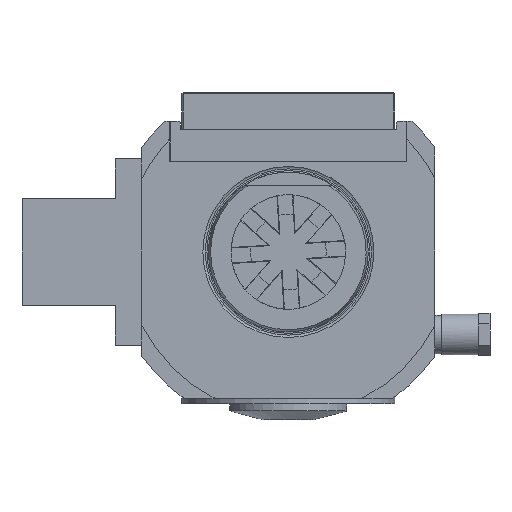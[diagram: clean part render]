
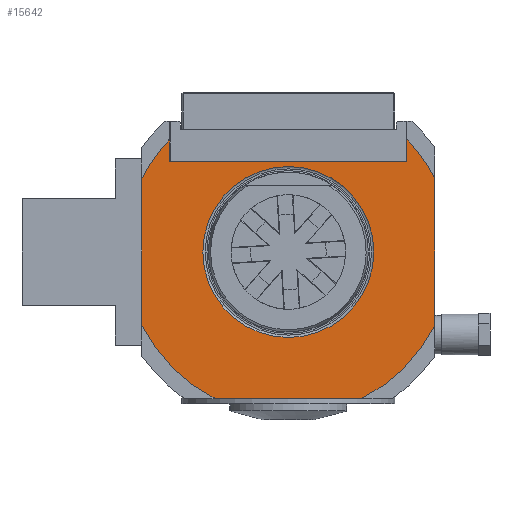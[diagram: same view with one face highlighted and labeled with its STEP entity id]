
A CAD part, front view. The second image highlights one B-rep face of the part: STEP entity #15642.
In plain terms, the highlighted planar face has unit normal (0, -1, 0).
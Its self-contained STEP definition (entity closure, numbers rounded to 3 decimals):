
#6 = LINE ( 'NONE', #28018, #11151 ) ;
#270 = DIRECTION ( 'NONE',  ( 1., 0., 0. ) ) ;
#352 = CIRCLE ( 'NONE', #12124, 61.5 ) ;
#487 = AXIS2_PLACEMENT_3D ( 'NONE', #30047, #19120, #922 ) ;
#922 = DIRECTION ( 'NONE',  ( -1., 0., 0. ) ) ;
#1043 = DIRECTION ( 'NONE',  ( 0., 0., 1. ) ) ;
#1067 = EDGE_CURVE ( 'NONE', #13442, #7319, #6, .T. ) ;
#1641 = VERTEX_POINT ( 'NONE', #28625 ) ;
#1696 = CARTESIAN_POINT ( 'NONE',  ( 0., -1., 0. ) ) ;
#1926 = EDGE_LOOP ( 'NONE', ( #3979, #10165, #4057, #13278, #14906, #4424, #3673, #13052, #18661, #25806 ) ) ;
#3157 = EDGE_CURVE ( 'NONE', #6695, #4628, #352, .T. ) ;
#3411 = DIRECTION ( 'NONE',  ( 0., 1., 0. ) ) ;
#3538 = CARTESIAN_POINT ( 'NONE',  ( 55., -1., 27.518 ) ) ;
#3673 = ORIENTED_EDGE ( 'NONE', *, *, #3727, .F. ) ;
#3727 = EDGE_CURVE ( 'NONE', #9092, #1641, #7737, .T. ) ;
#3979 = ORIENTED_EDGE ( 'NONE', *, *, #7386, .F. ) ;
#4057 = ORIENTED_EDGE ( 'NONE', *, *, #1067, .T. ) ;
#4284 = DIRECTION ( 'NONE',  ( 0., 0., -1. ) ) ;
#4424 = ORIENTED_EDGE ( 'NONE', *, *, #27977, .T. ) ;
#4574 = LINE ( 'NONE', #18503, #28843 ) ;
#4628 = VERTEX_POINT ( 'NONE', #17862 ) ;
#5107 = ORIENTED_EDGE ( 'NONE', *, *, #25578, .F. ) ;
#5167 = VERTEX_POINT ( 'NONE', #12641 ) ;
#5296 = EDGE_CURVE ( 'NONE', #4628, #9092, #21394, .T. ) ;
#5761 = EDGE_LOOP ( 'NONE', ( #5107 ) ) ;
#6695 = VERTEX_POINT ( 'NONE', #7874 ) ;
#7123 = CARTESIAN_POINT ( 'NONE',  ( -44.5, -1., 34. ) ) ;
#7319 = VERTEX_POINT ( 'NONE', #7123 ) ;
#7386 = EDGE_CURVE ( 'NONE', #8958, #20790, #14358, .T. ) ;
#7737 = CIRCLE ( 'NONE', #15076, 61.5 ) ;
#7874 = CARTESIAN_POINT ( 'NONE',  ( 55., -1., -27.518 ) ) ;
#7989 = CARTESIAN_POINT ( 'NONE',  ( -55., -1., 0. ) ) ;
#8469 = DIRECTION ( 'NONE',  ( 1., 0., 0. ) ) ;
#8636 = DIRECTION ( 'NONE',  ( 0., 1., 0. ) ) ;
#8958 = VERTEX_POINT ( 'NONE', #13319 ) ;
#9092 = VERTEX_POINT ( 'NONE', #14799 ) ;
#9473 = DIRECTION ( 'NONE',  ( 0., 1., 0. ) ) ;
#9712 = EDGE_CURVE ( 'NONE', #20504, #5167, #16380, .T. ) ;
#9804 = CARTESIAN_POINT ( 'NONE',  ( -55., -1., 27.518 ) ) ;
#9879 = AXIS2_PLACEMENT_3D ( 'NONE', #28122, #9473, #270 ) ;
#10165 = ORIENTED_EDGE ( 'NONE', *, *, #25204, .T. ) ;
#10333 = CARTESIAN_POINT ( 'NONE',  ( 0., -1., 0. ) ) ;
#10640 = DIRECTION ( 'NONE',  ( 1., 0., 0. ) ) ;
#11151 = VECTOR ( 'NONE', #18531, 1000. ) ;
#11397 = DIRECTION ( 'NONE',  ( -1., 0., 0. ) ) ;
#11398 = VECTOR ( 'NONE', #24345, 1000. ) ;
#11467 = AXIS2_PLACEMENT_3D ( 'NONE', #10333, #3411, #10640 ) ;
#12124 = AXIS2_PLACEMENT_3D ( 'NONE', #20399, #8636, #8469 ) ;
#12641 = CARTESIAN_POINT ( 'NONE',  ( -44.5, -1., 42.45 ) ) ;
#12904 = LINE ( 'NONE', #7989, #11398 ) ;
#13052 = ORIENTED_EDGE ( 'NONE', *, *, #5296, .F. ) ;
#13278 = ORIENTED_EDGE ( 'NONE', *, *, #28275, .T. ) ;
#13319 = CARTESIAN_POINT ( 'NONE',  ( 44.5, -1., 42.45 ) ) ;
#13442 = VERTEX_POINT ( 'NONE', #23823 ) ;
#13638 = VERTEX_POINT ( 'NONE', #22946 ) ;
#14215 = DIRECTION ( 'NONE',  ( 1., 0., 0. ) ) ;
#14358 = CIRCLE ( 'NONE', #11467, 61.5 ) ;
#14685 = CIRCLE ( 'NONE', #487, 32.095 ) ;
#14799 = CARTESIAN_POINT ( 'NONE',  ( -27.518, -1., -55. ) ) ;
#14906 = ORIENTED_EDGE ( 'NONE', *, *, #9712, .F. ) ;
#15076 = AXIS2_PLACEMENT_3D ( 'NONE', #25525, #28274, #14215 ) ;
#15301 = LINE ( 'NONE', #17422, #19180 ) ;
#15642 = ADVANCED_FACE ( 'Defeature completata1_338', ( #23684, #16513 ), #21221, .F. ) ;
#16238 = DIRECTION ( 'NONE',  ( 1., 0., 0. ) ) ;
#16380 = CIRCLE ( 'NONE', #24167, 61.5 ) ;
#16513 = FACE_BOUND ( 'NONE', #5761, .T. ) ;
#16619 = VECTOR ( 'NONE', #30278, 1000. ) ;
#17422 = CARTESIAN_POINT ( 'NONE',  ( -44.5, -1., 0. ) ) ;
#17862 = CARTESIAN_POINT ( 'NONE',  ( 27.518, -1., -55. ) ) ;
#18503 = CARTESIAN_POINT ( 'NONE',  ( 55., -1., 0. ) ) ;
#18531 = DIRECTION ( 'NONE',  ( -1., 0., 0. ) ) ;
#18661 = ORIENTED_EDGE ( 'NONE', *, *, #3157, .F. ) ;
#19088 = CARTESIAN_POINT ( 'NONE',  ( 0., -1., -55. ) ) ;
#19120 = DIRECTION ( 'NONE',  ( 0., -1., 0. ) ) ;
#19180 = VECTOR ( 'NONE', #1043, 1000. ) ;
#20193 = VECTOR ( 'NONE', #11397, 1000. ) ;
#20399 = CARTESIAN_POINT ( 'NONE',  ( 0., -1., 0. ) ) ;
#20504 = VERTEX_POINT ( 'NONE', #9804 ) ;
#20790 = VERTEX_POINT ( 'NONE', #3538 ) ;
#20926 = CARTESIAN_POINT ( 'NONE',  ( 44.5, -1., 0. ) ) ;
#21221 = PLANE ( 'NONE',  #9879 ) ;
#21394 = LINE ( 'NONE', #19088, #20193 ) ;
#22946 = CARTESIAN_POINT ( 'NONE',  ( -32.095, -1., 0. ) ) ;
#23684 = FACE_OUTER_BOUND ( 'NONE', #1926, .T. ) ;
#23823 = CARTESIAN_POINT ( 'NONE',  ( 44.5, -1., 34. ) ) ;
#24167 = AXIS2_PLACEMENT_3D ( 'NONE', #1696, #27990, #16238 ) ;
#24345 = DIRECTION ( 'NONE',  ( 0., 0., -1. ) ) ;
#25204 = EDGE_CURVE ( 'NONE', #8958, #13442, #27820, .T. ) ;
#25525 = CARTESIAN_POINT ( 'NONE',  ( 0., -1., 0. ) ) ;
#25578 = EDGE_CURVE ( 'NONE', #13638, #13638, #14685, .T. ) ;
#25806 = ORIENTED_EDGE ( 'NONE', *, *, #25888, .F. ) ;
#25888 = EDGE_CURVE ( 'NONE', #20790, #6695, #4574, .T. ) ;
#27820 = LINE ( 'NONE', #20926, #16619 ) ;
#27977 = EDGE_CURVE ( 'NONE', #20504, #1641, #12904, .T. ) ;
#27990 = DIRECTION ( 'NONE',  ( 0., 1., 0. ) ) ;
#28018 = CARTESIAN_POINT ( 'NONE',  ( -32.15, -1., 34. ) ) ;
#28122 = CARTESIAN_POINT ( 'NONE',  ( -32.15, -1., 0. ) ) ;
#28274 = DIRECTION ( 'NONE',  ( 0., 1., 0. ) ) ;
#28275 = EDGE_CURVE ( 'NONE', #7319, #5167, #15301, .T. ) ;
#28625 = CARTESIAN_POINT ( 'NONE',  ( -55., -1., -27.518 ) ) ;
#28843 = VECTOR ( 'NONE', #4284, 1000. ) ;
#30047 = CARTESIAN_POINT ( 'NONE',  ( 0., -1., 0. ) ) ;
#30278 = DIRECTION ( 'NONE',  ( 0., 0., -1. ) ) ;
